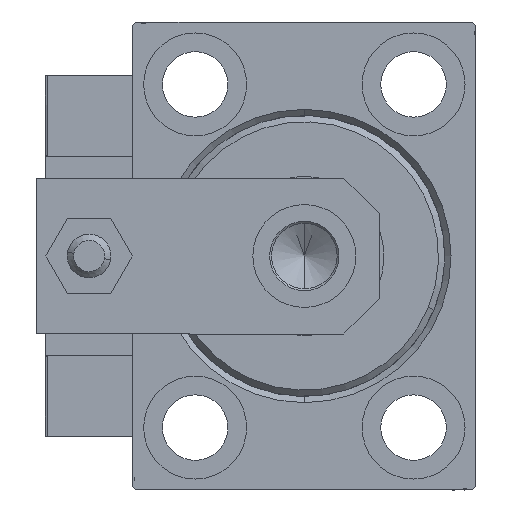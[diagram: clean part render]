
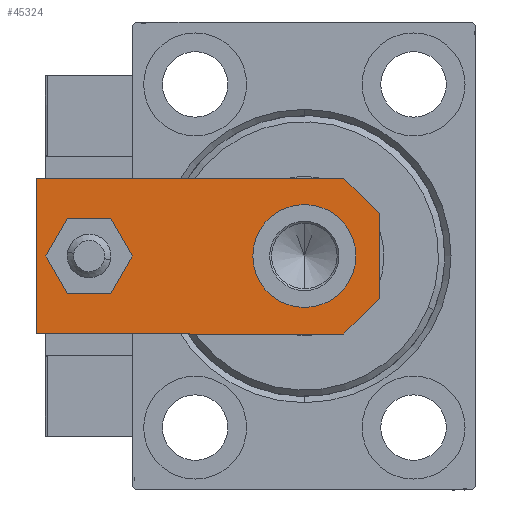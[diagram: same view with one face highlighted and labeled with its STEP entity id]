
A CAD part, left-side view. The second image highlights one B-rep face of the part: STEP entity #45324.
In plain terms, the highlighted face is planar.
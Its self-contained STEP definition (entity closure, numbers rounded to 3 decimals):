
#408 = LINE ( 'NONE', #28312, #20724 ) ;
#571 = LINE ( 'NONE', #23379, #9856 ) ;
#846 = EDGE_CURVE ( 'NONE', #25265, #1789, #46498, .T. ) ;
#901 = DIRECTION ( 'NONE',  ( 0., 0., 1. ) ) ;
#1628 = VERTEX_POINT ( 'NONE', #18164 ) ;
#1789 = VERTEX_POINT ( 'NONE', #40460 ) ;
#3775 = FACE_OUTER_BOUND ( 'NONE', #25016, .T. ) ;
#3933 = ORIENTED_EDGE ( 'NONE', *, *, #5213, .F. ) ;
#4097 = EDGE_CURVE ( 'NONE', #34117, #23950, #32067, .T. ) ;
#4441 = CARTESIAN_POINT ( 'NONE',  ( 0., 12., 6. ) ) ;
#4551 = CARTESIAN_POINT ( 'NONE',  ( -12.5, 5.66, 6. ) ) ;
#5213 = EDGE_CURVE ( 'NONE', #1789, #25265, #41668, .T. ) ;
#6119 = CARTESIAN_POINT ( 'NONE',  ( 12.5, 55., 6. ) ) ;
#6401 = VECTOR ( 'NONE', #32636, 1000. ) ;
#6552 = CARTESIAN_POINT ( 'NONE',  ( -12.5, 0., 6. ) ) ;
#6646 = AXIS2_PLACEMENT_3D ( 'NONE', #4441, #901, #32338 ) ;
#7085 = VERTEX_POINT ( 'NONE', #39772 ) ;
#7237 = CARTESIAN_POINT ( 'NONE',  ( -12.5, 55., 6. ) ) ;
#7581 = FACE_BOUND ( 'NONE', #47478, .T. ) ;
#8243 = ORIENTED_EDGE ( 'NONE', *, *, #4097, .F. ) ;
#8926 = CARTESIAN_POINT ( 'NONE',  ( 12.5, 55., 6. ) ) ;
#9594 = CARTESIAN_POINT ( 'NONE',  ( 8.25, 12., 6. ) ) ;
#9856 = VECTOR ( 'NONE', #23636, 1000. ) ;
#11461 = CARTESIAN_POINT ( 'NONE',  ( 6.84, 0., 6. ) ) ;
#11537 = CARTESIAN_POINT ( 'NONE',  ( 0., 46.5, 6. ) ) ;
#11794 = DIRECTION ( 'NONE',  ( 0., 0., 1. ) ) ;
#12059 = DIRECTION ( 'NONE',  ( 0., 1., 0. ) ) ;
#12233 = EDGE_CURVE ( 'NONE', #30882, #32179, #44186, .T. ) ;
#12506 = CARTESIAN_POINT ( 'NONE',  ( -8.25, 12., 6. ) ) ;
#13416 = AXIS2_PLACEMENT_3D ( 'NONE', #39994, #36950, #20700 ) ;
#13527 = CARTESIAN_POINT ( 'NONE',  ( -4., 46.5, 6. ) ) ;
#14953 = AXIS2_PLACEMENT_3D ( 'NONE', #11537, #11794, #23445 ) ;
#15184 = EDGE_CURVE ( 'NONE', #30780, #7085, #408, .T. ) ;
#15498 = CARTESIAN_POINT ( 'NONE',  ( 0., 46.5, 6. ) ) ;
#15762 = EDGE_CURVE ( 'NONE', #7085, #30882, #24224, .T. ) ;
#18164 = CARTESIAN_POINT ( 'NONE',  ( -6.84, 0., 6. ) ) ;
#19384 = ORIENTED_EDGE ( 'NONE', *, *, #31786, .T. ) ;
#20144 = ORIENTED_EDGE ( 'NONE', *, *, #22822, .T. ) ;
#20700 = DIRECTION ( 'NONE',  ( 1., 0., 0. ) ) ;
#20724 = VECTOR ( 'NONE', #42767, 1000. ) ;
#22018 = DIRECTION ( 'NONE',  ( 1., 0., 0. ) ) ;
#22246 = VERTEX_POINT ( 'NONE', #4551 ) ;
#22539 = DIRECTION ( 'NONE',  ( 0., 0., 1. ) ) ;
#22822 = EDGE_CURVE ( 'NONE', #32179, #22246, #25020, .T. ) ;
#23046 = PLANE ( 'NONE',  #27729 ) ;
#23143 = ORIENTED_EDGE ( 'NONE', *, *, #12233, .T. ) ;
#23379 = CARTESIAN_POINT ( 'NONE',  ( -3.42, -3.42, 6. ) ) ;
#23445 = DIRECTION ( 'NONE',  ( 1., 0., 0. ) ) ;
#23636 = DIRECTION ( 'NONE',  ( 0.707, -0.707, 0. ) ) ;
#23725 = CARTESIAN_POINT ( 'NONE',  ( 12.5, 0., 6. ) ) ;
#23950 = VERTEX_POINT ( 'NONE', #12506 ) ;
#24224 = LINE ( 'NONE', #23725, #45043 ) ;
#25016 = EDGE_LOOP ( 'NONE', ( #20144, #19384, #41973, #32875, #45481, #23143 ) ) ;
#25020 = LINE ( 'NONE', #40256, #6401 ) ;
#25214 = ORIENTED_EDGE ( 'NONE', *, *, #48807, .F. ) ;
#25265 = VERTEX_POINT ( 'NONE', #13527 ) ;
#26922 = DIRECTION ( 'NONE',  ( 0., 0., 1. ) ) ;
#27118 = FACE_BOUND ( 'NONE', #30894, .T. ) ;
#27141 = ORIENTED_EDGE ( 'NONE', *, *, #846, .F. ) ;
#27729 = AXIS2_PLACEMENT_3D ( 'NONE', #46129, #22539, #30672 ) ;
#28312 = CARTESIAN_POINT ( 'NONE',  ( 3.42, -3.42, 6. ) ) ;
#28728 = DIRECTION ( 'NONE',  ( -1., 0., 0. ) ) ;
#30672 = DIRECTION ( 'NONE',  ( 1., 0., 0. ) ) ;
#30780 = VERTEX_POINT ( 'NONE', #11461 ) ;
#30882 = VERTEX_POINT ( 'NONE', #8926 ) ;
#30894 = EDGE_LOOP ( 'NONE', ( #27141, #3933 ) ) ;
#31231 = DIRECTION ( 'NONE',  ( 1., 0., 0. ) ) ;
#31786 = EDGE_CURVE ( 'NONE', #22246, #1628, #571, .T. ) ;
#32067 = CIRCLE ( 'NONE', #13416, 8.25 ) ;
#32179 = VERTEX_POINT ( 'NONE', #7237 ) ;
#32338 = DIRECTION ( 'NONE',  ( 1., 0., 0. ) ) ;
#32598 = VECTOR ( 'NONE', #22018, 1000. ) ;
#32636 = DIRECTION ( 'NONE',  ( 0., -1., 0. ) ) ;
#32872 = EDGE_CURVE ( 'NONE', #1628, #30780, #41305, .T. ) ;
#32875 = ORIENTED_EDGE ( 'NONE', *, *, #15184, .T. ) ;
#34117 = VERTEX_POINT ( 'NONE', #9594 ) ;
#36950 = DIRECTION ( 'NONE',  ( 0., 0., 1. ) ) ;
#39057 = CIRCLE ( 'NONE', #6646, 8.25 ) ;
#39772 = CARTESIAN_POINT ( 'NONE',  ( 12.5, 5.66, 6. ) ) ;
#39994 = CARTESIAN_POINT ( 'NONE',  ( 0., 12., 6. ) ) ;
#40256 = CARTESIAN_POINT ( 'NONE',  ( -12.5, 55., 6. ) ) ;
#40460 = CARTESIAN_POINT ( 'NONE',  ( 4., 46.5, 6. ) ) ;
#41305 = LINE ( 'NONE', #6552, #32598 ) ;
#41668 = CIRCLE ( 'NONE', #14953, 4. ) ;
#41973 = ORIENTED_EDGE ( 'NONE', *, *, #32872, .T. ) ;
#42767 = DIRECTION ( 'NONE',  ( 0.707, 0.707, 0. ) ) ;
#44186 = LINE ( 'NONE', #6119, #49099 ) ;
#45043 = VECTOR ( 'NONE', #12059, 1000. ) ;
#45324 = ADVANCED_FACE ( 'NONE', ( #27118, #3775, #7581 ), #23046, .T. ) ;
#45481 = ORIENTED_EDGE ( 'NONE', *, *, #15762, .T. ) ;
#46129 = CARTESIAN_POINT ( 'NONE',  ( 0., 0., 6. ) ) ;
#46498 = CIRCLE ( 'NONE', #48138, 4. ) ;
#47478 = EDGE_LOOP ( 'NONE', ( #25214, #8243 ) ) ;
#48138 = AXIS2_PLACEMENT_3D ( 'NONE', #15498, #26922, #31231 ) ;
#48807 = EDGE_CURVE ( 'NONE', #23950, #34117, #39057, .T. ) ;
#49099 = VECTOR ( 'NONE', #28728, 1000. ) ;
